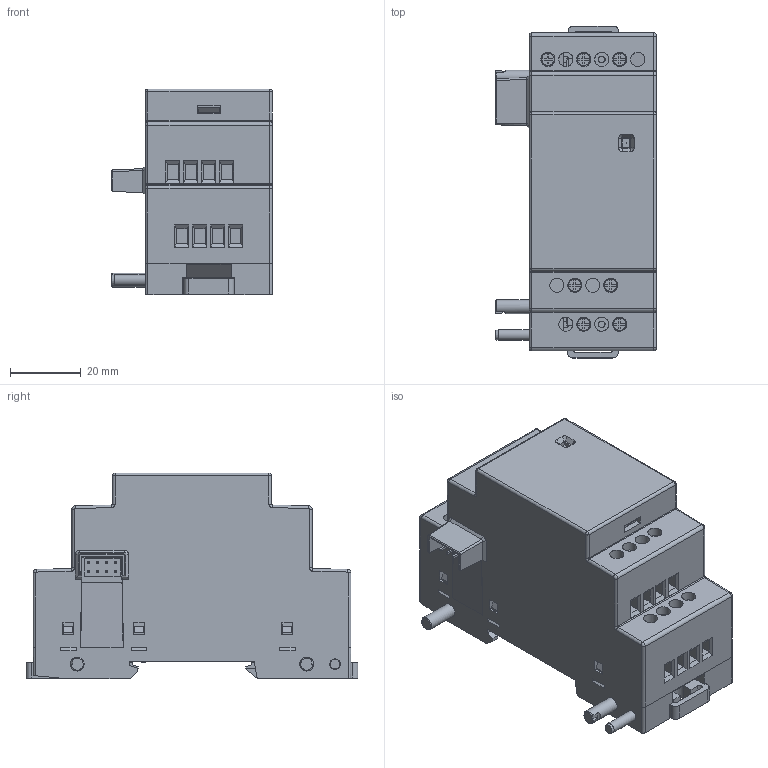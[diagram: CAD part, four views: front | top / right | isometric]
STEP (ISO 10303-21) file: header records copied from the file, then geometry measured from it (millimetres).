
FILE_DESCRIPTION(/* description */ ('Unknown'),/* implementation_level */ '2;1');
FILE_NAME(/* name */ '2M EXTN DC ASM 9.01.24',/* time_stamp */ '2024-01-09T14:20:44+06:00',/* author */ ('Unknown'),/* organization */ ('Unknown'),/* preprocessor_version */ 'ST-DEVELOPER v18.102',/* originating_system */ 'Solid Edge',/* authorisation */ 'Unknown');
FILE_SCHEMA (('MODEL_BASED_INTEGRATED_MANUFACTURING_SCHEMA','AP242_MANAGED_MODEL_BASED_3D_ENGINEERING_MIM_LF { 1 0 10303 442 1 1 4 }','AUTOMOTIVE_DESIGN {1 0 10303 214 3 1 1}'));
Length unit declared in the file: millimetre
Products named in the file (1): 2M EXTN DC ASM 0901024
Bounding box: 45.5 x 93.99 x 58.3 mm (x, y, z)
Volume: 133455.5 mm3; surface area: 41665.4 mm2
Topology: 9 solids, 13 shells, 1413 faces, 3778 edges, 2476 vertices
Faces by surface type: plane 1020, cylinder 314, cone 40, torus 18, bspline 17, sphere 4
Full cylindrical faces by diameter (mm): 0.1 x8, 0.113 x1, 0.19 x1, 0.2 x1, 0.527 x1, 0.669 x1, 1.9 x2, 3 x1, 3.2 x1, 3.5 x7, 3.9 x2, 4 x16
Entity records: 53649 total; most frequent: CARTESIAN_POINT 8575, ORIENTED_EDGE 7272, DIRECTION 7091, EDGE_CURVE 3636, LINE 2755, VECTOR 2755, VERTEX_POINT 2408, AXIS2_PLACEMENT_3D 2168
